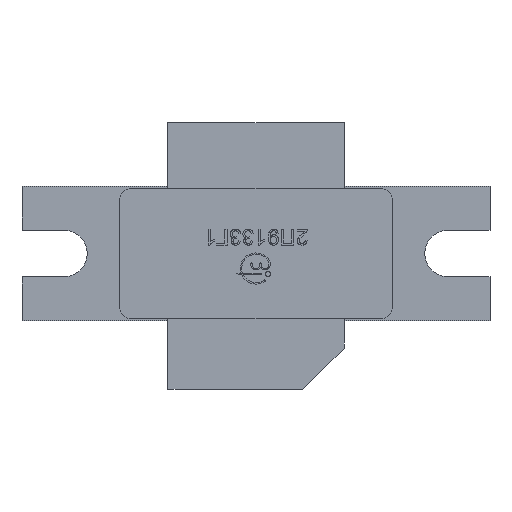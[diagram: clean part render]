
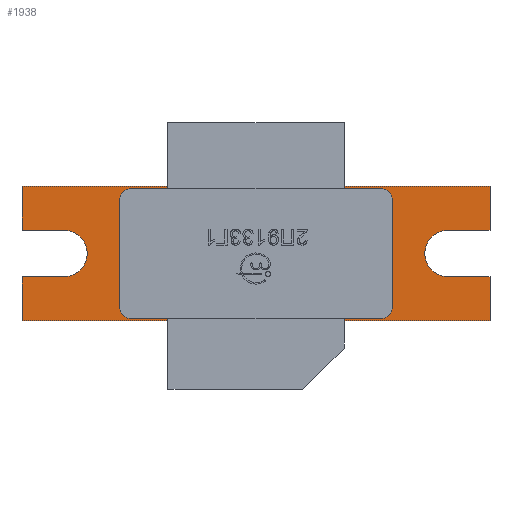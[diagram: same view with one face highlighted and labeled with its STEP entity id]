
A CAD part, top view. The second image highlights one B-rep face of the part: STEP entity #1938.
In plain terms, the highlighted planar face has unit normal (0, 0, 1).
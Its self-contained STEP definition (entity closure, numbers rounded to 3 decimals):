
#1938=ADVANCED_FACE('',(#3455,#3457),#3459,.T.);
#3455=FACE_BOUND('',#3456,.T.);
#3456=EDGE_LOOP('',(#5042,#5043,#5044,#5045,#5046,#5047,#5048,#5049,#5050,#5051,
#5052,#5053));
#3457=FACE_BOUND('',#3458,.T.);
#3458=EDGE_LOOP('',(#5054,#5055,#5056,#5057,#5058,#5059,#5060,#5061));
#3459=PLANE('',#3460);
#3460=AXIS2_PLACEMENT_3D('',#3461,#3462,#3463);
#3461=CARTESIAN_POINT('',(0.,0.,2.5));
#3462=DIRECTION('',(0.,0.,1.));
#3463=DIRECTION('',(-1.,0.,0.));
#5042=ORIENTED_EDGE('',*,*,#5706,.T.);
#5043=ORIENTED_EDGE('',*,*,#5707,.T.);
#5044=ORIENTED_EDGE('',*,*,#5708,.T.);
#5045=ORIENTED_EDGE('',*,*,#5709,.T.);
#5046=ORIENTED_EDGE('',*,*,#5710,.T.);
#5047=ORIENTED_EDGE('',*,*,#5711,.T.);
#5048=ORIENTED_EDGE('',*,*,#5712,.T.);
#5049=ORIENTED_EDGE('',*,*,#5713,.T.);
#5050=ORIENTED_EDGE('',*,*,#5714,.T.);
#5051=ORIENTED_EDGE('',*,*,#5715,.T.);
#5052=ORIENTED_EDGE('',*,*,#5716,.T.);
#5053=ORIENTED_EDGE('',*,*,#5717,.T.);
#5054=ORIENTED_EDGE('',*,*,#5696,.F.);
#5055=ORIENTED_EDGE('',*,*,#5694,.F.);
#5056=ORIENTED_EDGE('',*,*,#5692,.F.);
#5057=ORIENTED_EDGE('',*,*,#5690,.F.);
#5058=ORIENTED_EDGE('',*,*,#5704,.F.);
#5059=ORIENTED_EDGE('',*,*,#5702,.F.);
#5060=ORIENTED_EDGE('',*,*,#5700,.F.);
#5061=ORIENTED_EDGE('',*,*,#5698,.F.);
#5690=EDGE_CURVE('',#6691,#6693,#6694,.T.);
#5692=EDGE_CURVE('',#6693,#6696,#6697,.F.);
#5694=EDGE_CURVE('',#6696,#6699,#6700,.T.);
#5696=EDGE_CURVE('',#6699,#6702,#6703,.F.);
#5698=EDGE_CURVE('',#6702,#6705,#6706,.T.);
#5700=EDGE_CURVE('',#6705,#6708,#6709,.F.);
#5702=EDGE_CURVE('',#6708,#6711,#6712,.T.);
#5704=EDGE_CURVE('',#6711,#6691,#6714,.F.);
#5706=EDGE_CURVE('',#6716,#6717,#6718,.T.);
#5707=EDGE_CURVE('',#6717,#6719,#6720,.T.);
#5708=EDGE_CURVE('',#6719,#6721,#6722,.T.);
#5709=EDGE_CURVE('',#6721,#6723,#6724,.T.);
#5710=EDGE_CURVE('',#6723,#6725,#6726,.T.);
#5711=EDGE_CURVE('',#6725,#6727,#6728,.T.);
#5712=EDGE_CURVE('',#6727,#6729,#6730,.T.);
#5713=EDGE_CURVE('',#6729,#6731,#6732,.T.);
#5714=EDGE_CURVE('',#6731,#6733,#6734,.T.);
#5715=EDGE_CURVE('',#6733,#6735,#6736,.T.);
#5716=EDGE_CURVE('',#6735,#6737,#6738,.T.);
#5717=EDGE_CURVE('',#6737,#6716,#6739,.T.);
#6691=VERTEX_POINT('',#8901);
#6693=VERTEX_POINT('',#8905);
#6694=LINE('',#8906,#8907);
#6696=VERTEX_POINT('',#8912);
#6697=CIRCLE('',#8913,0.7);
#6699=VERTEX_POINT('',#8920);
#6700=LINE('',#8921,#8922);
#6702=VERTEX_POINT('',#8927);
#6703=CIRCLE('',#8928,0.7);
#6705=VERTEX_POINT('',#8935);
#6706=LINE('',#8936,#8937);
#6708=VERTEX_POINT('',#8942);
#6709=CIRCLE('',#8943,0.7);
#6711=VERTEX_POINT('',#8950);
#6712=LINE('',#8951,#8952);
#6714=CIRCLE('',#8957,0.7);
#6716=VERTEX_POINT('',#8964);
#6717=VERTEX_POINT('',#8965);
#6718=LINE('',#8966,#8967);
#6719=VERTEX_POINT('',#8969);
#6720=LINE('',#8970,#8971);
#6721=VERTEX_POINT('',#8973);
#6722=LINE('',#8974,#8975);
#6723=VERTEX_POINT('',#8977);
#6724=LINE('',#8978,#8979);
#6725=VERTEX_POINT('',#8981);
#6726=LINE('',#8982,#8983);
#6727=VERTEX_POINT('',#8985);
#6728=CIRCLE('',#8986,1.7);
#6729=VERTEX_POINT('',#8990);
#6730=LINE('',#8991,#8992);
#6731=VERTEX_POINT('',#8994);
#6732=LINE('',#8995,#8996);
#6733=VERTEX_POINT('',#8998);
#6734=LINE('',#8999,#9000);
#6735=VERTEX_POINT('',#9002);
#6736=LINE('',#9003,#9004);
#6737=VERTEX_POINT('',#9006);
#6738=LINE('',#9007,#9008);
#6739=CIRCLE('',#9010,1.7);
#8901=CARTESIAN_POINT('',(9.215,4.71,2.5));
#8905=CARTESIAN_POINT('',(-9.215,4.71,2.5));
#8906=CARTESIAN_POINT('',(9.215,4.71,2.5));
#8907=VECTOR('',#8908,1.);
#8908=DIRECTION('',(-1.,0.,0.));
#8912=CARTESIAN_POINT('',(-9.915,4.01,2.5));
#8913=AXIS2_PLACEMENT_3D('',#8914,#8915,#8916);
#8914=CARTESIAN_POINT('',(-9.215,4.01,2.5));
#8915=DIRECTION('',(0.,0.,-1.));
#8916=DIRECTION('',(-1.,0.,0.));
#8920=CARTESIAN_POINT('',(-9.915,-4.01,2.5));
#8921=CARTESIAN_POINT('',(-9.915,4.01,2.5));
#8922=VECTOR('',#8923,1.);
#8923=DIRECTION('',(0.,-1.,0.));
#8927=CARTESIAN_POINT('',(-9.215,-4.71,2.5));
#8928=AXIS2_PLACEMENT_3D('',#8929,#8930,#8931);
#8929=CARTESIAN_POINT('',(-9.215,-4.01,2.5));
#8930=DIRECTION('',(0.,0.,-1.));
#8931=DIRECTION('',(0.,-1.,0.));
#8935=CARTESIAN_POINT('',(9.215,-4.71,2.5));
#8936=CARTESIAN_POINT('',(-9.215,-4.71,2.5));
#8937=VECTOR('',#8938,1.);
#8938=DIRECTION('',(1.,0.,0.));
#8942=CARTESIAN_POINT('',(9.915,-4.01,2.5));
#8943=AXIS2_PLACEMENT_3D('',#8944,#8945,#8946);
#8944=CARTESIAN_POINT('',(9.215,-4.01,2.5));
#8945=DIRECTION('',(0.,0.,-1.));
#8946=DIRECTION('',(1.,0.,0.));
#8950=CARTESIAN_POINT('',(9.915,4.01,2.5));
#8951=CARTESIAN_POINT('',(9.915,-4.01,2.5));
#8952=VECTOR('',#8953,1.);
#8953=DIRECTION('',(0.,1.,0.));
#8957=AXIS2_PLACEMENT_3D('',#8958,#8959,#8960);
#8958=CARTESIAN_POINT('',(9.215,4.01,2.5));
#8959=DIRECTION('',(0.,0.,-1.));
#8960=DIRECTION('',(0.,1.,0.));
#8964=CARTESIAN_POINT('',(-14.,-1.7,2.5));
#8965=CARTESIAN_POINT('',(-17.05,-1.7,2.5));
#8966=CARTESIAN_POINT('',(-14.,-1.7,2.5));
#8967=VECTOR('',#8968,1.);
#8968=DIRECTION('',(-1.,0.,0.));
#8969=CARTESIAN_POINT('',(-17.05,-4.89,2.5));
#8970=CARTESIAN_POINT('',(-17.05,-1.7,2.5));
#8971=VECTOR('',#8972,1.);
#8972=DIRECTION('',(0.,-1.,0.));
#8973=CARTESIAN_POINT('',(17.05,-4.89,2.5));
#8974=CARTESIAN_POINT('',(-17.05,-4.89,2.5));
#8975=VECTOR('',#8976,1.);
#8976=DIRECTION('',(1.,0.,0.));
#8977=CARTESIAN_POINT('',(17.05,-1.7,2.5));
#8978=CARTESIAN_POINT('',(17.05,-4.89,2.5));
#8979=VECTOR('',#8980,1.);
#8980=DIRECTION('',(0.,1.,0.));
#8981=CARTESIAN_POINT('',(14.,-1.7,2.5));
#8982=CARTESIAN_POINT('',(17.05,-1.7,2.5));
#8983=VECTOR('',#8984,1.);
#8984=DIRECTION('',(-1.,0.,0.));
#8985=CARTESIAN_POINT('',(14.,1.7,2.5));
#8986=AXIS2_PLACEMENT_3D('',#8987,#8988,#8989);
#8987=CARTESIAN_POINT('',(14.,0.,2.5));
#8988=DIRECTION('',(0.,0.,-1.));
#8989=DIRECTION('',(0.,-1.,0.));
#8990=CARTESIAN_POINT('',(17.05,1.7,2.5));
#8991=CARTESIAN_POINT('',(14.,1.7,2.5));
#8992=VECTOR('',#8993,1.);
#8993=DIRECTION('',(1.,0.,0.));
#8994=CARTESIAN_POINT('',(17.05,4.89,2.5));
#8995=CARTESIAN_POINT('',(17.05,1.7,2.5));
#8996=VECTOR('',#8997,1.);
#8997=DIRECTION('',(0.,1.,0.));
#8998=CARTESIAN_POINT('',(-17.05,4.89,2.5));
#8999=CARTESIAN_POINT('',(17.05,4.89,2.5));
#9000=VECTOR('',#9001,1.);
#9001=DIRECTION('',(-1.,0.,0.));
#9002=CARTESIAN_POINT('',(-17.05,1.7,2.5));
#9003=CARTESIAN_POINT('',(-17.05,4.89,2.5));
#9004=VECTOR('',#9005,1.);
#9005=DIRECTION('',(0.,-1.,0.));
#9006=CARTESIAN_POINT('',(-14.,1.7,2.5));
#9007=CARTESIAN_POINT('',(-17.05,1.7,2.5));
#9008=VECTOR('',#9009,1.);
#9009=DIRECTION('',(1.,0.,0.));
#9010=AXIS2_PLACEMENT_3D('',#9011,#9012,#9013);
#9011=CARTESIAN_POINT('',(-14.,0.,2.5));
#9012=DIRECTION('',(0.,0.,-1.));
#9013=DIRECTION('',(0.,1.,0.));
